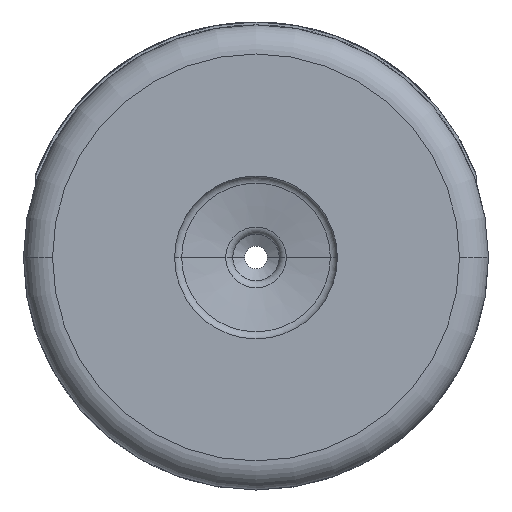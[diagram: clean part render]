
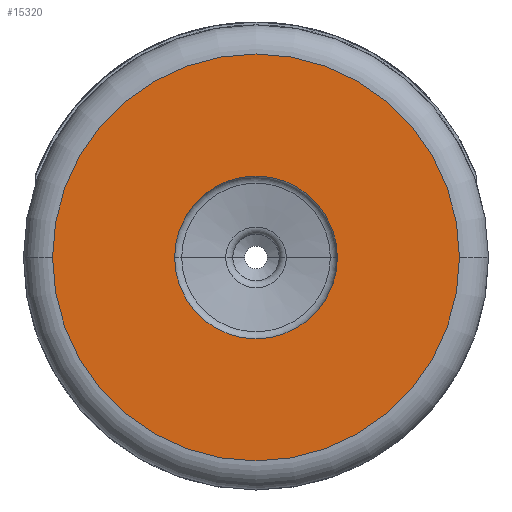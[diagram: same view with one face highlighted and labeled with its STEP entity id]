
A CAD part, front view. The second image highlights one B-rep face of the part: STEP entity #15320.
In plain terms, the highlighted planar face has unit normal (0, -1, 0).
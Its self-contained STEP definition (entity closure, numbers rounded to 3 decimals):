
#2132=CARTESIAN_POINT('',(0.,-4.,0.));
#2133=DIRECTION('',(0.,-1.,0.));
#2134=DIRECTION('',(-1.,0.,0.));
#2135=AXIS2_PLACEMENT_3D('',#2132,#2133,#2134);
#2147=CARTESIAN_POINT('',(0.,-4.,0.));
#2148=DIRECTION('',(0.,-1.,0.));
#2149=DIRECTION('',(-1.,0.,0.));
#2150=AXIS2_PLACEMENT_3D('',#2147,#2148,#2149);
#2152=CARTESIAN_POINT('',(0.,-4.,0.));
#2153=DIRECTION('',(0.,-1.,0.));
#2154=DIRECTION('',(1.,0.,0.));
#2155=AXIS2_PLACEMENT_3D('',#2152,#2153,#2154);
#2157=CARTESIAN_POINT('',(0.,-4.,0.));
#2158=DIRECTION('',(0.,-1.,0.));
#2159=DIRECTION('',(1.,0.,0.));
#2160=AXIS2_PLACEMENT_3D('',#2157,#2158,#2159);
#13200=CARTESIAN_POINT('',(-1.4,-4.,0.));
#13201=CARTESIAN_POINT('',(1.4,-4.,0.));
#13202=VERTEX_POINT('',#13200);
#13203=VERTEX_POINT('',#13201);
#13204=CARTESIAN_POINT('',(3.5,-4.,0.));
#13205=CARTESIAN_POINT('',(-3.5,-4.,0.));
#13206=VERTEX_POINT('',#13204);
#13207=VERTEX_POINT('',#13205);
#15304=CARTESIAN_POINT('',(0.,-4.,0.));
#15305=DIRECTION('',(0.,1.,0.));
#15306=DIRECTION('',(1.,0.,0.));
#15307=AXIS2_PLACEMENT_3D('',#15304,#15305,#15306);
#15308=PLANE('',#15307);
#15310=ORIENTED_EDGE('',*,*,#15309,.F.);
#15311=ORIENTED_EDGE('',*,*,#15294,.F.);
#15312=EDGE_LOOP('',(#15310,#15311));
#15313=FACE_OUTER_BOUND('',#15312,.F.);
#15315=ORIENTED_EDGE('',*,*,#15314,.T.);
#15317=ORIENTED_EDGE('',*,*,#15316,.T.);
#15318=EDGE_LOOP('',(#15315,#15317));
#15319=FACE_BOUND('',#15318,.F.);
#15320=ADVANCED_FACE('',(#15313,#15319),#15308,.F.);
#2136=CIRCLE('',#2135,3.5);
#2151=CIRCLE('',#2150,1.4);
#2156=CIRCLE('',#2155,1.4);
#2161=CIRCLE('',#2160,3.5);
#15294=EDGE_CURVE('',#13207,#13206,#2136,.T.);
#15309=EDGE_CURVE('',#13206,#13207,#2161,.T.);
#15314=EDGE_CURVE('',#13202,#13203,#2151,.T.);
#15316=EDGE_CURVE('',#13203,#13202,#2156,.T.);
